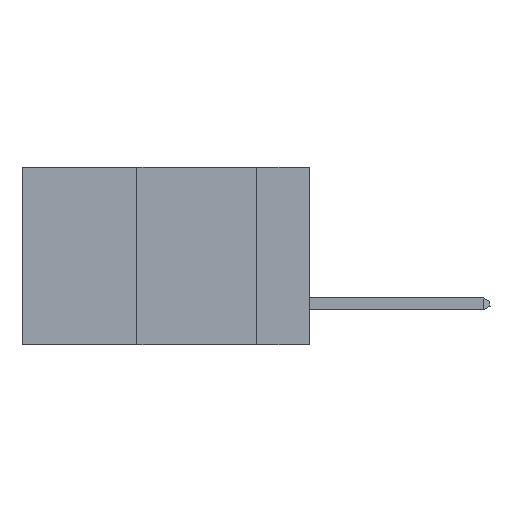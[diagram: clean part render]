
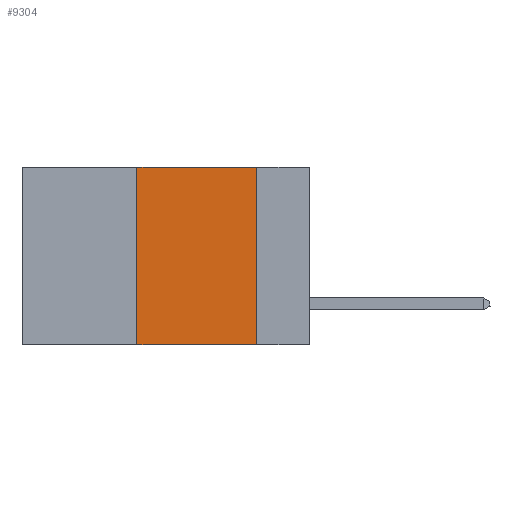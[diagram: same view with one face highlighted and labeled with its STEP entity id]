
A CAD part, left-side view. The second image highlights one B-rep face of the part: STEP entity #9304.
In plain terms, the highlighted planar face has unit normal (-1, 0, 0).
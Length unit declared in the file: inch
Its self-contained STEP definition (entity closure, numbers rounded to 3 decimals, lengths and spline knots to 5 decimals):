
#2007 = ORIENTED_EDGE ( 'NONE', *, *, #3061, .F. ) ;
#2541 = VERTEX_POINT ( 'NONE', #14652 ) ;
#3061 = EDGE_CURVE ( 'NONE', #9946, #2541, #19492, .T. ) ;
#3507 = DIRECTION ( 'NONE',  ( 0., -1., 0. ) ) ;
#7218 = AXIS2_PLACEMENT_3D ( 'NONE', #19958, #12683, #7581 ) ;
#7304 = FACE_OUTER_BOUND ( 'NONE', #10946, .T. ) ;
#7581 = DIRECTION ( 'NONE',  ( 0., 0., -1. ) ) ;
#7682 = DIRECTION ( 'NONE',  ( 0., 0., 1. ) ) ;
#9214 = EDGE_CURVE ( 'NONE', #11234, #9946, #16298, .T. ) ;
#9279 = CARTESIAN_POINT ( 'NONE',  ( 0., 0.6, 0. ) ) ;
#9304 = ADVANCED_FACE ( 'NONE', ( #7304 ), #14728, .F. ) ;
#9352 = DIRECTION ( 'NONE',  ( 0., -1., 0. ) ) ;
#9946 = VERTEX_POINT ( 'NONE', #23006 ) ;
#10092 = VERTEX_POINT ( 'NONE', #18002 ) ;
#10384 = DIRECTION ( 'NONE',  ( 0., 0., -1. ) ) ;
#10642 = VECTOR ( 'NONE', #7682, 39.37008 ) ;
#10876 = ORIENTED_EDGE ( 'NONE', *, *, #18649, .T. ) ;
#10946 = EDGE_LOOP ( 'NONE', ( #23056, #2007, #16833, #10876 ) ) ;
#11234 = VERTEX_POINT ( 'NONE', #11793 ) ;
#11793 = CARTESIAN_POINT ( 'NONE',  ( 0., 0.36, -0.37 ) ) ;
#12633 = CARTESIAN_POINT ( 'NONE',  ( 0., 0.36, 0. ) ) ;
#12683 = DIRECTION ( 'NONE',  ( 1., 0., 0. ) ) ;
#14652 = CARTESIAN_POINT ( 'NONE',  ( 0., 0.11, 0. ) ) ;
#14728 = PLANE ( 'NONE',  #7218 ) ;
#15579 = VECTOR ( 'NONE', #10384, 39.37008 ) ;
#16298 = LINE ( 'NONE', #12633, #10642 ) ;
#16796 = VECTOR ( 'NONE', #3507, 39.37008 ) ;
#16833 = ORIENTED_EDGE ( 'NONE', *, *, #9214, .F. ) ;
#18002 = CARTESIAN_POINT ( 'NONE',  ( 0., 0.11, -0.37 ) ) ;
#18649 = EDGE_CURVE ( 'NONE', #11234, #10092, #19053, .T. ) ;
#19053 = LINE ( 'NONE', #23015, #16796 ) ;
#19492 = LINE ( 'NONE', #9279, #20065 ) ;
#19958 = CARTESIAN_POINT ( 'NONE',  ( 0., 0.6, 0. ) ) ;
#20065 = VECTOR ( 'NONE', #9352, 39.37008 ) ;
#20369 = LINE ( 'NONE', #21177, #15579 ) ;
#21177 = CARTESIAN_POINT ( 'NONE',  ( 0., 0.11, 0. ) ) ;
#23006 = CARTESIAN_POINT ( 'NONE',  ( 0., 0.36, 0. ) ) ;
#23015 = CARTESIAN_POINT ( 'NONE',  ( 0., 0.6, -0.37 ) ) ;
#23056 = ORIENTED_EDGE ( 'NONE', *, *, #23107, .F. ) ;
#23107 = EDGE_CURVE ( 'NONE', #2541, #10092, #20369, .T. ) ;
